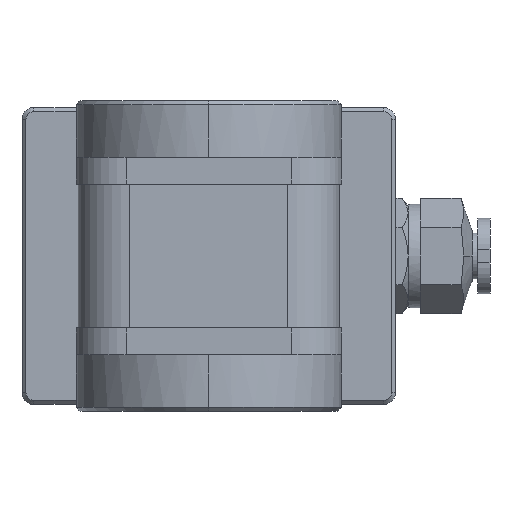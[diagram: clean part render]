
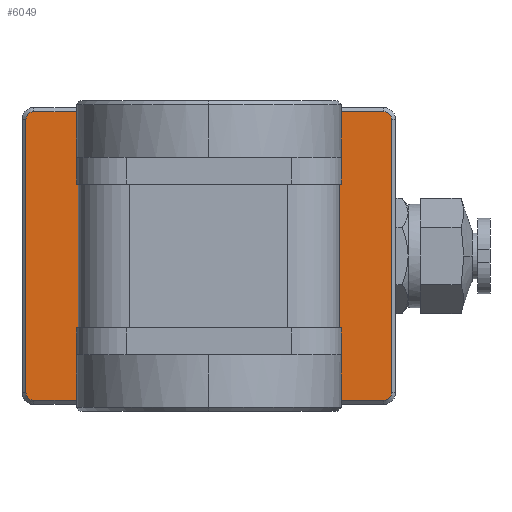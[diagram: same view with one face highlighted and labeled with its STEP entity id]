
A CAD part, front view. The second image highlights one B-rep face of the part: STEP entity #6049.
In plain terms, the highlighted planar face has unit normal (0, -1, 0).
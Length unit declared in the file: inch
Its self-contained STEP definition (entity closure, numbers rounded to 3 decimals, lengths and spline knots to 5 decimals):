
#902=DIRECTION('',(1.,0.,0.));
#903=VECTOR('',#902,1.28);
#904=CARTESIAN_POINT('',(-0.64,1.365,0.46));
#905=LINE('',#904,#903);
#910=DIRECTION('',(0.,0.,-1.));
#911=VECTOR('',#910,1.37);
#912=CARTESIAN_POINT('',(0.9175,1.365,0.685));
#913=LINE('',#912,#911);
#914=CARTESIAN_POINT('',(0.8775,1.365,-0.685));
#915=DIRECTION('',(0.,1.,0.));
#916=DIRECTION('',(1.,0.,0.));
#917=AXIS2_PLACEMENT_3D('',#914,#915,#916);
#919=DIRECTION('',(-1.,0.,0.));
#920=VECTOR('',#919,1.755);
#921=CARTESIAN_POINT('',(0.8775,1.365,-0.725));
#922=LINE('',#921,#920);
#923=CARTESIAN_POINT('',(-0.8775,1.365,-0.685));
#924=DIRECTION('',(0.,1.,0.));
#925=DIRECTION('',(0.,0.,-1.));
#926=AXIS2_PLACEMENT_3D('',#923,#924,#925);
#928=DIRECTION('',(0.,0.,1.));
#929=VECTOR('',#928,1.37);
#930=CARTESIAN_POINT('',(-0.9175,1.365,-0.685));
#931=LINE('',#930,#929);
#932=CARTESIAN_POINT('',(-0.8775,1.365,0.685));
#933=DIRECTION('',(0.,1.,0.));
#934=DIRECTION('',(-1.,0.,0.));
#935=AXIS2_PLACEMENT_3D('',#932,#933,#934);
#937=DIRECTION('',(1.,0.,0.));
#938=VECTOR('',#937,1.755);
#939=CARTESIAN_POINT('',(-0.8775,1.365,0.725));
#940=LINE('',#939,#938);
#941=CARTESIAN_POINT('',(0.8775,1.365,0.685));
#942=DIRECTION('',(0.,1.,0.));
#943=DIRECTION('',(0.,0.,1.));
#944=AXIS2_PLACEMENT_3D('',#941,#942,#943);
#946=DIRECTION('',(0.,0.,1.));
#947=VECTOR('',#946,0.92);
#948=CARTESIAN_POINT('',(-0.64,1.365,-0.46));
#949=LINE('',#948,#947);
#962=DIRECTION('',(1.,0.,0.));
#963=VECTOR('',#962,1.28);
#964=CARTESIAN_POINT('',(-0.64,1.365,-0.46));
#965=LINE('',#964,#963);
#966=DIRECTION('',(0.,0.,1.));
#967=VECTOR('',#966,0.92);
#968=CARTESIAN_POINT('',(0.64,1.365,-0.46));
#969=LINE('',#968,#967);
#3842=CARTESIAN_POINT('',(-0.64,1.365,-0.46));
#3843=CARTESIAN_POINT('',(-0.64,1.365,0.46));
#3844=VERTEX_POINT('',#3842);
#3845=VERTEX_POINT('',#3843);
#3846=CARTESIAN_POINT('',(0.64,1.365,-0.46));
#3847=CARTESIAN_POINT('',(0.64,1.365,0.46));
#3848=VERTEX_POINT('',#3846);
#3849=VERTEX_POINT('',#3847);
#3872=CARTESIAN_POINT('',(0.9175,1.365,0.685));
#3873=CARTESIAN_POINT('',(0.9175,1.365,-0.685));
#3874=VERTEX_POINT('',#3872);
#3875=VERTEX_POINT('',#3873);
#3880=CARTESIAN_POINT('',(0.8775,1.365,-0.725));
#3881=CARTESIAN_POINT('',(-0.8775,1.365,-0.725));
#3882=VERTEX_POINT('',#3880);
#3883=VERTEX_POINT('',#3881);
#3888=CARTESIAN_POINT('',(-0.9175,1.365,-0.685));
#3889=CARTESIAN_POINT('',(-0.9175,1.365,0.685));
#3890=VERTEX_POINT('',#3888);
#3891=VERTEX_POINT('',#3889);
#3894=CARTESIAN_POINT('',(-0.8775,1.365,0.725));
#3895=CARTESIAN_POINT('',(0.8775,1.365,0.725));
#3896=VERTEX_POINT('',#3894);
#3897=VERTEX_POINT('',#3895);
#6017=CARTESIAN_POINT('',(-0.9375,1.365,-0.745));
#6018=DIRECTION('',(0.,-1.,0.));
#6019=DIRECTION('',(1.,0.,0.));
#6020=AXIS2_PLACEMENT_3D('',#6017,#6018,#6019);
#6021=PLANE('',#6020);
#6023=ORIENTED_EDGE('',*,*,#6022,.T.);
#6025=ORIENTED_EDGE('',*,*,#6024,.T.);
#6027=ORIENTED_EDGE('',*,*,#6026,.T.);
#6029=ORIENTED_EDGE('',*,*,#6028,.T.);
#6031=ORIENTED_EDGE('',*,*,#6030,.T.);
#6033=ORIENTED_EDGE('',*,*,#6032,.T.);
#6035=ORIENTED_EDGE('',*,*,#6034,.T.);
#6037=ORIENTED_EDGE('',*,*,#6036,.T.);
#6038=EDGE_LOOP('',(#6023,#6025,#6027,#6029,#6031,#6033,#6035,#6037));
#6039=FACE_OUTER_BOUND('',#6038,.F.);
#6041=ORIENTED_EDGE('',*,*,#6040,.F.);
#6043=ORIENTED_EDGE('',*,*,#6042,.T.);
#6045=ORIENTED_EDGE('',*,*,#6044,.T.);
#6046=ORIENTED_EDGE('',*,*,#6007,.F.);
#6047=EDGE_LOOP('',(#6041,#6043,#6045,#6046));
#6048=FACE_BOUND('',#6047,.F.);
#918=CIRCLE('',#917,0.04);
#927=CIRCLE('',#926,0.04);
#936=CIRCLE('',#935,0.04);
#945=CIRCLE('',#944,0.04);
#6007=EDGE_CURVE('',#3845,#3849,#905,.T.);
#6022=EDGE_CURVE('',#3874,#3875,#913,.T.);
#6024=EDGE_CURVE('',#3875,#3882,#918,.T.);
#6026=EDGE_CURVE('',#3882,#3883,#922,.T.);
#6028=EDGE_CURVE('',#3883,#3890,#927,.T.);
#6030=EDGE_CURVE('',#3890,#3891,#931,.T.);
#6032=EDGE_CURVE('',#3891,#3896,#936,.T.);
#6034=EDGE_CURVE('',#3896,#3897,#940,.T.);
#6036=EDGE_CURVE('',#3897,#3874,#945,.T.);
#6040=EDGE_CURVE('',#3844,#3845,#949,.T.);
#6042=EDGE_CURVE('',#3844,#3848,#965,.T.);
#6044=EDGE_CURVE('',#3848,#3849,#969,.T.);
#6049=ADVANCED_FACE('',(#6039,#6048),#6021,.T.);
